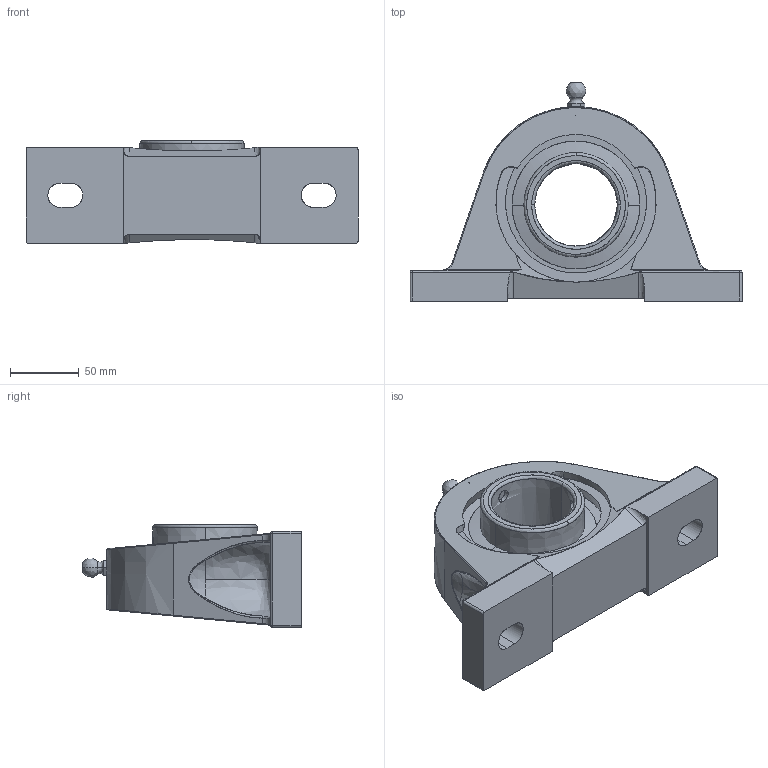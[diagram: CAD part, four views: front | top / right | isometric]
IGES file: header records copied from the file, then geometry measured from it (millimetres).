
Start section: SolidWorks IGES file using analytic representation for surfaces
Global section: file name: NPDEFAU04201018211387.igs; native system: SolidWorks 2015; preprocessor: SolidWorks 2015; author: partstream; date: 150420.101828; units: inch
Bounding box: 241.3 x 158.7 x 74.61 mm (x, y, z)
Surface area: 112547.1 mm2 (no closed solid volume)
Topology: 0 solids, 0 shells, 197 faces, 3238 edges, 3227 vertices
Faces by surface type: bspline 132, revolution 65
